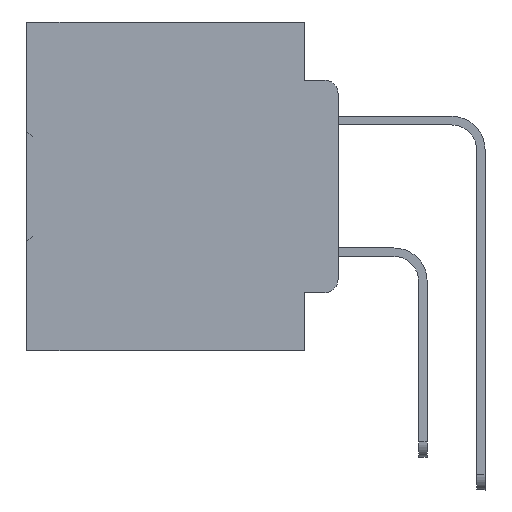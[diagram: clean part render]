
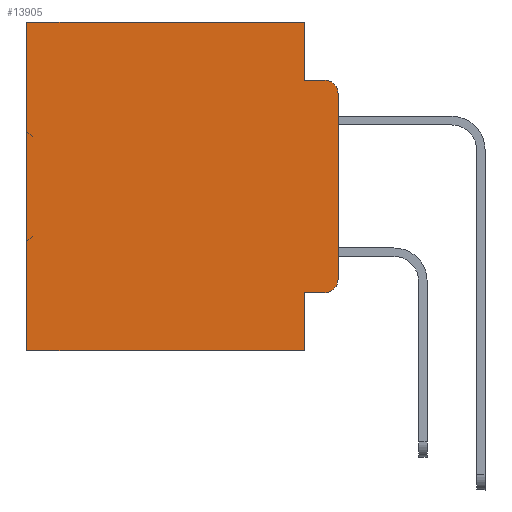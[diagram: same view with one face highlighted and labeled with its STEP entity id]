
A CAD part, left-side view. The second image highlights one B-rep face of the part: STEP entity #13905.
In plain terms, the highlighted planar face has unit normal (-1, 0, 0).
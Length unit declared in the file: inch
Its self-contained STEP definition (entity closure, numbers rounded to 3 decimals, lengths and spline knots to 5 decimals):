
#1507 = CARTESIAN_POINT ( 'NONE',  ( 0.298, 0.051, -0.5 ) ) ;
#1621 = LINE ( 'NONE', #14336, #25412 ) ;
#1679 = PLANE ( 'NONE',  #19761 ) ;
#1877 = DIRECTION ( 'NONE',  ( 0., 0., -1. ) ) ;
#1988 = VERTEX_POINT ( 'NONE', #18953 ) ;
#2840 = EDGE_CURVE ( 'NONE', #37410, #14192, #36213, .T. ) ;
#3243 = VECTOR ( 'NONE', #32992, 39.37008 ) ;
#3699 = AXIS2_PLACEMENT_3D ( 'NONE', #28001, #30983, #6894 ) ;
#4565 = ORIENTED_EDGE ( 'NONE', *, *, #18429, .F. ) ;
#5582 = DIRECTION ( 'NONE',  ( 0., -1., 0. ) ) ;
#5900 = ORIENTED_EDGE ( 'NONE', *, *, #13003, .T. ) ;
#6375 = VERTEX_POINT ( 'NONE', #24228 ) ;
#6466 = CARTESIAN_POINT ( 'NONE',  ( 0.298, 0.02, -0.1085 ) ) ;
#6894 = DIRECTION ( 'NONE',  ( 0., 0., -1. ) ) ;
#7315 = DIRECTION ( 'NONE',  ( 0., 1., 0. ) ) ;
#7399 = ORIENTED_EDGE ( 'NONE', *, *, #25308, .F. ) ;
#8729 = CARTESIAN_POINT ( 'NONE',  ( 0.298, 0.051, 0. ) ) ;
#9534 = CARTESIAN_POINT ( 'NONE',  ( 0.298, 0., -0.5 ) ) ;
#9979 = CARTESIAN_POINT ( 'NONE',  ( 0.298, 0., -0.1085 ) ) ;
#10219 = CARTESIAN_POINT ( 'NONE',  ( 0.298, 0.473, -0.5 ) ) ;
#10899 = ORIENTED_EDGE ( 'NONE', *, *, #16704, .T. ) ;
#11954 = LINE ( 'NONE', #32848, #20952 ) ;
#13003 = EDGE_CURVE ( 'NONE', #6375, #1988, #1621, .T. ) ;
#13235 = DIRECTION ( 'NONE',  ( -1., 0., 0. ) ) ;
#13558 = CARTESIAN_POINT ( 'NONE',  ( 0.298, 0.051, -0.0885 ) ) ;
#13652 = EDGE_CURVE ( 'NONE', #37410, #39108, #14492, .T. ) ;
#13905 = ADVANCED_FACE ( 'NONE', ( #26329 ), #1679, .F. ) ;
#14135 = CARTESIAN_POINT ( 'NONE',  ( 0.298, 0.051, 0. ) ) ;
#14192 = VERTEX_POINT ( 'NONE', #13558 ) ;
#14336 = CARTESIAN_POINT ( 'NONE',  ( 0.298, 0.051, -0.4115 ) ) ;
#14492 = LINE ( 'NONE', #20634, #3243 ) ;
#14524 = EDGE_CURVE ( 'NONE', #14192, #16246, #11954, .T. ) ;
#14525 = DIRECTION ( 'NONE',  ( 0., 0., -1. ) ) ;
#14673 = EDGE_CURVE ( 'NONE', #16875, #21006, #25452, .T. ) ;
#16011 = VECTOR ( 'NONE', #20810, 39.37008 ) ;
#16246 = VERTEX_POINT ( 'NONE', #19428 ) ;
#16663 = CARTESIAN_POINT ( 'NONE',  ( 0.298, 0.051, 0. ) ) ;
#16704 = EDGE_CURVE ( 'NONE', #31250, #16246, #32149, .T. ) ;
#16875 = VERTEX_POINT ( 'NONE', #1507 ) ;
#17673 = CARTESIAN_POINT ( 'NONE',  ( 0.298, 0., -0.3915 ) ) ;
#18408 = DIRECTION ( 'NONE',  ( 0., 0., -1. ) ) ;
#18429 = EDGE_CURVE ( 'NONE', #6375, #16875, #32234, .T. ) ;
#18773 = CARTESIAN_POINT ( 'NONE',  ( 0.298, 0.473, 0. ) ) ;
#18809 = AXIS2_PLACEMENT_3D ( 'NONE', #6466, #13235, #18408 ) ;
#18953 = CARTESIAN_POINT ( 'NONE',  ( 0.298, 0.02, -0.4115 ) ) ;
#19360 = VECTOR ( 'NONE', #33028, 39.37008 ) ;
#19428 = CARTESIAN_POINT ( 'NONE',  ( 0.298, 0.02, -0.0885 ) ) ;
#19761 = AXIS2_PLACEMENT_3D ( 'NONE', #23144, #32508, #1877 ) ;
#20634 = CARTESIAN_POINT ( 'NONE',  ( 0.298, 0., 0. ) ) ;
#20810 = DIRECTION ( 'NONE',  ( 0., 0., -1. ) ) ;
#20952 = VECTOR ( 'NONE', #5582, 39.37008 ) ;
#21006 = VERTEX_POINT ( 'NONE', #10219 ) ;
#22104 = CIRCLE ( 'NONE', #3699, 0.02 ) ;
#23144 = CARTESIAN_POINT ( 'NONE',  ( 0.298, 0., 0. ) ) ;
#23287 = DIRECTION ( 'NONE',  ( 0., -1., 0. ) ) ;
#23884 = VECTOR ( 'NONE', #7315, 39.37008 ) ;
#24022 = CARTESIAN_POINT ( 'NONE',  ( 0.298, 0.473, 0. ) ) ;
#24228 = CARTESIAN_POINT ( 'NONE',  ( 0.298, 0.051, -0.4115 ) ) ;
#24602 = LINE ( 'NONE', #24022, #29884 ) ;
#25072 = ORIENTED_EDGE ( 'NONE', *, *, #14673, .F. ) ;
#25308 = EDGE_CURVE ( 'NONE', #31250, #34468, #35768, .T. ) ;
#25412 = VECTOR ( 'NONE', #23287, 39.37008 ) ;
#25452 = LINE ( 'NONE', #9534, #23884 ) ;
#26329 = FACE_OUTER_BOUND ( 'NONE', #38157, .T. ) ;
#26888 = ORIENTED_EDGE ( 'NONE', *, *, #2840, .F. ) ;
#28001 = CARTESIAN_POINT ( 'NONE',  ( 0.298, 0.02, -0.3915 ) ) ;
#28685 = VECTOR ( 'NONE', #14525, 39.37008 ) ;
#29653 = ORIENTED_EDGE ( 'NONE', *, *, #34833, .T. ) ;
#29884 = VECTOR ( 'NONE', #36378, 39.37008 ) ;
#30983 = DIRECTION ( 'NONE',  ( -1., 0., 0. ) ) ;
#31250 = VERTEX_POINT ( 'NONE', #9979 ) ;
#32149 = CIRCLE ( 'NONE', #18809, 0.02 ) ;
#32234 = LINE ( 'NONE', #14135, #28685 ) ;
#32508 = DIRECTION ( 'NONE',  ( 1., 0., 0. ) ) ;
#32848 = CARTESIAN_POINT ( 'NONE',  ( 0.298, 0.051, -0.0885 ) ) ;
#32992 = DIRECTION ( 'NONE',  ( 0., 1., 0. ) ) ;
#33028 = DIRECTION ( 'NONE',  ( 0., 0., -1. ) ) ;
#34468 = VERTEX_POINT ( 'NONE', #17673 ) ;
#34833 = EDGE_CURVE ( 'NONE', #1988, #34468, #22104, .T. ) ;
#35768 = LINE ( 'NONE', #35951, #16011 ) ;
#35951 = CARTESIAN_POINT ( 'NONE',  ( 0.298, 0., 0. ) ) ;
#36213 = LINE ( 'NONE', #8729, #19360 ) ;
#36378 = DIRECTION ( 'NONE',  ( 0., 0., -1. ) ) ;
#37192 = ORIENTED_EDGE ( 'NONE', *, *, #38526, .T. ) ;
#37410 = VERTEX_POINT ( 'NONE', #16663 ) ;
#38022 = ORIENTED_EDGE ( 'NONE', *, *, #13652, .T. ) ;
#38157 = EDGE_LOOP ( 'NONE', ( #7399, #10899, #39053, #26888, #38022, #37192, #25072, #4565, #5900, #29653 ) ) ;
#38526 = EDGE_CURVE ( 'NONE', #39108, #21006, #24602, .T. ) ;
#39053 = ORIENTED_EDGE ( 'NONE', *, *, #14524, .F. ) ;
#39108 = VERTEX_POINT ( 'NONE', #18773 ) ;
